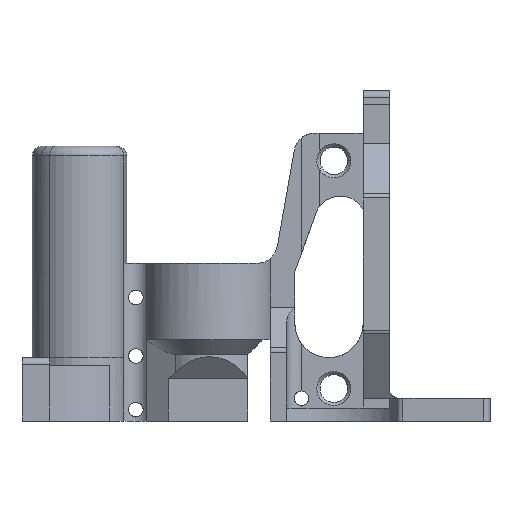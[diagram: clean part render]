
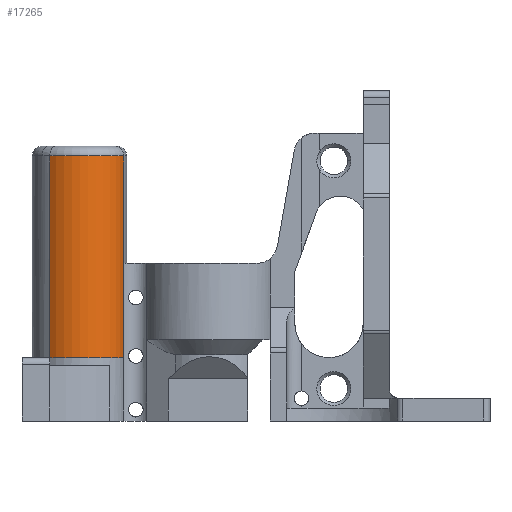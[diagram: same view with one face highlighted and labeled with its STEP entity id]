
A CAD part, front view. The second image highlights one B-rep face of the part: STEP entity #17265.
In plain terms, the highlighted cylindrical face has radius 14.5 mm (diameter 29 mm), a partial arc.
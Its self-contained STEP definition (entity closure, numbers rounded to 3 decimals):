
#8025 = CYLINDRICAL_SURFACE('',#8026,4.311);
#8026 = AXIS2_PLACEMENT_3D('',#8027,#8028,#8029);
#8027 = CARTESIAN_POINT('',(34.771,-7.5,0.));
#8028 = DIRECTION('',(-0.,-0.,-1.));
#8029 = DIRECTION('',(1.,0.,0.));
#11242 = VERTEX_POINT('',#11243);
#11243 = CARTESIAN_POINT('',(31.259,-5.,48.5));
#11258 = CYLINDRICAL_SURFACE('',#11259,14.5);
#11259 = AXIS2_PLACEMENT_3D('',#11260,#11261,#11262);
#11260 = CARTESIAN_POINT('',(17.648,0.,84.5));
#11261 = DIRECTION('',(0.,0.,1.));
#11262 = DIRECTION('',(1.,0.,0.));
#12387 = EDGE_CURVE('',#12388,#11242,#12390,.T.);
#12388 = VERTEX_POINT('',#12389);
#12389 = CARTESIAN_POINT('',(31.259,-5.,19.5));
#12390 = SURFACE_CURVE('',#12391,(#12395,#12402),.PCURVE_S1.);
#12391 = LINE('',#12392,#12393);
#12392 = CARTESIAN_POINT('',(31.259,-5.,0.));
#12393 = VECTOR('',#12394,1.);
#12394 = DIRECTION('',(0.,0.,1.));
#12395 = PCURVE('',#8025,#12396);
#12396 = DEFINITIONAL_REPRESENTATION('',(#12397),#12401);
#12397 = LINE('',#12398,#12399);
#12398 = CARTESIAN_POINT('',(-2.523,0.));
#12399 = VECTOR('',#12400,1.);
#12400 = DIRECTION('',(-0.,-1.));
#12401 = ( GEOMETRIC_REPRESENTATION_CONTEXT(2) 
PARAMETRIC_REPRESENTATION_CONTEXT() REPRESENTATION_CONTEXT('2D SPACE',''
  ) );
#12402 = PCURVE('',#12403,#12408);
#12403 = CYLINDRICAL_SURFACE('',#12404,14.5);
#12404 = AXIS2_PLACEMENT_3D('',#12405,#12406,#12407);
#12405 = CARTESIAN_POINT('',(17.648,0.,0.));
#12406 = DIRECTION('',(-0.,-0.,-1.));
#12407 = DIRECTION('',(1.,0.,0.));
#12408 = DEFINITIONAL_REPRESENTATION('',(#12409),#12413);
#12409 = LINE('',#12410,#12411);
#12410 = CARTESIAN_POINT('',(-5.931,0.));
#12411 = VECTOR('',#12412,1.);
#12412 = DIRECTION('',(-0.,-1.));
#12413 = ( GEOMETRIC_REPRESENTATION_CONTEXT(2) 
PARAMETRIC_REPRESENTATION_CONTEXT() REPRESENTATION_CONTEXT('2D SPACE',''
  ) );
#12429 = CYLINDRICAL_SURFACE('',#12430,14.5);
#12430 = AXIS2_PLACEMENT_3D('',#12431,#12432,#12433);
#12431 = CARTESIAN_POINT('',(17.648,0.,0.));
#12432 = DIRECTION('',(-0.,-0.,-1.));
#12433 = DIRECTION('',(1.,0.,0.));
#14947 = CYLINDRICAL_SURFACE('',#14948,14.5);
#14948 = AXIS2_PLACEMENT_3D('',#14949,#14950,#14951);
#14949 = CARTESIAN_POINT('',(17.648,0.,84.5));
#14950 = DIRECTION('',(0.,0.,1.));
#14951 = DIRECTION('',(1.,0.,0.));
#15178 = VERTEX_POINT('',#15179);
#15179 = CARTESIAN_POINT('',(31.259,-5.,81.5));
#15221 = EDGE_CURVE('',#11242,#15178,#15222,.T.);
#15222 = SURFACE_CURVE('',#15223,(#15227,#15234),.PCURVE_S1.);
#15223 = LINE('',#15224,#15225);
#15224 = CARTESIAN_POINT('',(31.259,-5.,0.));
#15225 = VECTOR('',#15226,1.);
#15226 = DIRECTION('',(0.,0.,1.));
#15227 = PCURVE('',#11258,#15228);
#15228 = DEFINITIONAL_REPRESENTATION('',(#15229),#15233);
#15229 = LINE('',#15230,#15231);
#15230 = CARTESIAN_POINT('',(5.931,-84.5));
#15231 = VECTOR('',#15232,1.);
#15232 = DIRECTION('',(0.,1.));
#15233 = ( GEOMETRIC_REPRESENTATION_CONTEXT(2) 
PARAMETRIC_REPRESENTATION_CONTEXT() REPRESENTATION_CONTEXT('2D SPACE',''
  ) );
#15234 = PCURVE('',#12403,#15235);
#15235 = DEFINITIONAL_REPRESENTATION('',(#15236),#15240);
#15236 = LINE('',#15237,#15238);
#15237 = CARTESIAN_POINT('',(-5.931,0.));
#15238 = VECTOR('',#15239,1.);
#15239 = DIRECTION('',(-0.,-1.));
#15240 = ( GEOMETRIC_REPRESENTATION_CONTEXT(2) 
PARAMETRIC_REPRESENTATION_CONTEXT() REPRESENTATION_CONTEXT('2D SPACE',''
  ) );
#17216 = VERTEX_POINT('',#17217);
#17217 = CARTESIAN_POINT('',(8.5,-11.25,19.5));
#17243 = EDGE_CURVE('',#17216,#12388,#17244,.T.);
#17244 = SURFACE_CURVE('',#17245,(#17250,#17257),.PCURVE_S1.);
#17245 = CIRCLE('',#17246,14.5);
#17246 = AXIS2_PLACEMENT_3D('',#17247,#17248,#17249);
#17247 = CARTESIAN_POINT('',(17.648,0.,19.5));
#17248 = DIRECTION('',(0.,0.,1.));
#17249 = DIRECTION('',(1.,0.,0.));
#17250 = PCURVE('',#12429,#17251);
#17251 = DEFINITIONAL_REPRESENTATION('',(#17252),#17256);
#17252 = LINE('',#17253,#17254);
#17253 = CARTESIAN_POINT('',(-0.,-19.5));
#17254 = VECTOR('',#17255,1.);
#17255 = DIRECTION('',(-1.,0.));
#17256 = ( GEOMETRIC_REPRESENTATION_CONTEXT(2) 
PARAMETRIC_REPRESENTATION_CONTEXT() REPRESENTATION_CONTEXT('2D SPACE',''
  ) );
#17257 = PCURVE('',#12403,#17258);
#17258 = DEFINITIONAL_REPRESENTATION('',(#17259),#17263);
#17259 = LINE('',#17260,#17261);
#17260 = CARTESIAN_POINT('',(-0.,-19.5));
#17261 = VECTOR('',#17262,1.);
#17262 = DIRECTION('',(-1.,0.));
#17263 = ( GEOMETRIC_REPRESENTATION_CONTEXT(2) 
PARAMETRIC_REPRESENTATION_CONTEXT() REPRESENTATION_CONTEXT('2D SPACE',''
  ) );
#17265 = ADVANCED_FACE('',(#17266),#12403,.T.);
#17266 = FACE_BOUND('',#17267,.F.);
#17267 = EDGE_LOOP('',(#17268,#17269,#17270,#17271,#17294));
#17268 = ORIENTED_EDGE('',*,*,#15221,.F.);
#17269 = ORIENTED_EDGE('',*,*,#12387,.F.);
#17270 = ORIENTED_EDGE('',*,*,#17243,.F.);
#17271 = ORIENTED_EDGE('',*,*,#17272,.T.);
#17272 = EDGE_CURVE('',#17216,#17273,#17275,.T.);
#17273 = VERTEX_POINT('',#17274);
#17274 = CARTESIAN_POINT('',(8.5,-11.25,81.5));
#17275 = SURFACE_CURVE('',#17276,(#17280,#17287),.PCURVE_S1.);
#17276 = LINE('',#17277,#17278);
#17277 = CARTESIAN_POINT('',(8.5,-11.25,0.));
#17278 = VECTOR('',#17279,1.);
#17279 = DIRECTION('',(0.,0.,1.));
#17280 = PCURVE('',#12403,#17281);
#17281 = DEFINITIONAL_REPRESENTATION('',(#17282),#17286);
#17282 = LINE('',#17283,#17284);
#17283 = CARTESIAN_POINT('',(-4.03,0.));
#17284 = VECTOR('',#17285,1.);
#17285 = DIRECTION('',(-0.,-1.));
#17286 = ( GEOMETRIC_REPRESENTATION_CONTEXT(2) 
PARAMETRIC_REPRESENTATION_CONTEXT() REPRESENTATION_CONTEXT('2D SPACE',''
  ) );
#17287 = PCURVE('',#14947,#17288);
#17288 = DEFINITIONAL_REPRESENTATION('',(#17289),#17293);
#17289 = LINE('',#17290,#17291);
#17290 = CARTESIAN_POINT('',(4.03,-84.5));
#17291 = VECTOR('',#17292,1.);
#17292 = DIRECTION('',(0.,1.));
#17293 = ( GEOMETRIC_REPRESENTATION_CONTEXT(2) 
PARAMETRIC_REPRESENTATION_CONTEXT() REPRESENTATION_CONTEXT('2D SPACE',''
  ) );
#17294 = ORIENTED_EDGE('',*,*,#17295,.T.);
#17295 = EDGE_CURVE('',#17273,#15178,#17296,.T.);
#17296 = SURFACE_CURVE('',#17297,(#17302,#17309),.PCURVE_S1.);
#17297 = CIRCLE('',#17298,14.5);
#17298 = AXIS2_PLACEMENT_3D('',#17299,#17300,#17301);
#17299 = CARTESIAN_POINT('',(17.648,0.,81.5));
#17300 = DIRECTION('',(0.,0.,1.));
#17301 = DIRECTION('',(-0.631,-0.776,
    0.));
#17302 = PCURVE('',#12403,#17303);
#17303 = DEFINITIONAL_REPRESENTATION('',(#17304),#17308);
#17304 = LINE('',#17305,#17306);
#17305 = CARTESIAN_POINT('',(-4.03,-81.5));
#17306 = VECTOR('',#17307,1.);
#17307 = DIRECTION('',(-1.,0.));
#17308 = ( GEOMETRIC_REPRESENTATION_CONTEXT(2) 
PARAMETRIC_REPRESENTATION_CONTEXT() REPRESENTATION_CONTEXT('2D SPACE',''
  ) );
#17309 = PCURVE('',#17310,#17315);
#17310 = TOROIDAL_SURFACE('',#17311,11.5,3.);
#17311 = AXIS2_PLACEMENT_3D('',#17312,#17313,#17314);
#17312 = CARTESIAN_POINT('',(17.648,0.,81.5));
#17313 = DIRECTION('',(0.,0.,1.));
#17314 = DIRECTION('',(-0.631,-0.776,
    0.));
#17315 = DEFINITIONAL_REPRESENTATION('',(#17316),#17320);
#17316 = LINE('',#17317,#17318);
#17317 = CARTESIAN_POINT('',(0.,0.));
#17318 = VECTOR('',#17319,1.);
#17319 = DIRECTION('',(1.,0.));
#17320 = ( GEOMETRIC_REPRESENTATION_CONTEXT(2) 
PARAMETRIC_REPRESENTATION_CONTEXT() REPRESENTATION_CONTEXT('2D SPACE',''
  ) );
